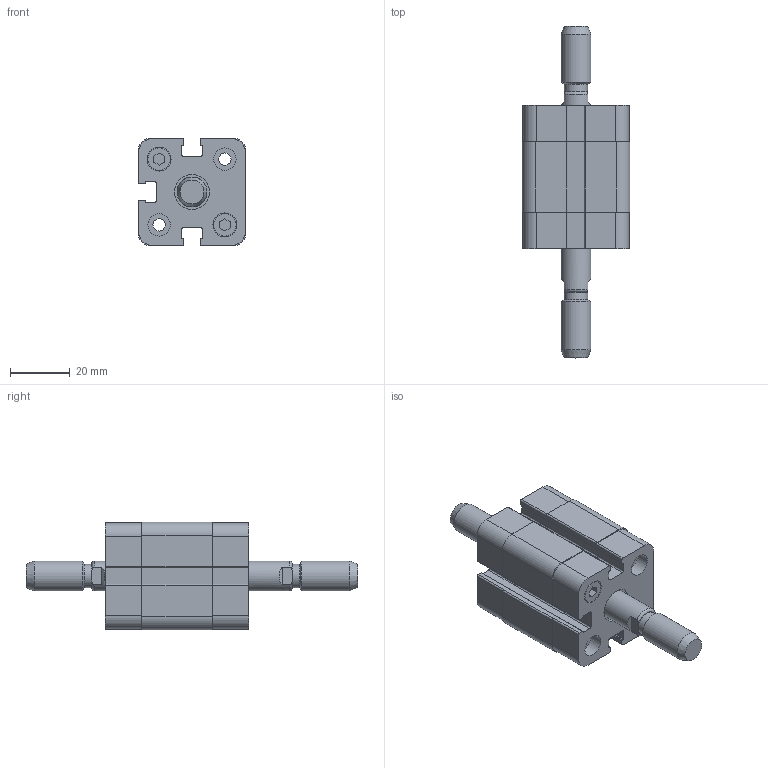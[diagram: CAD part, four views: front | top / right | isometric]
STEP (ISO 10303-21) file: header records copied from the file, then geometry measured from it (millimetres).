
FILE_DESCRIPTION((''),'2;1');
FILE_NAME('ADMP020.010.GS.M.stp','2011-08-25T10:25:27',('Administrator'),(''),'Autodesk Inventor 2012','Autodesk Inventor 2012','');
FILE_SCHEMA(('AUTOMOTIVE_DESIGN { 1 0 10303 214 1 1 1 1 }'));
Length unit declared in the file: millimetre
Products named in the file (1): ADMP020.010.GS.M
Bounding box: 36.1 x 111 x 36.1 mm (x, y, z)
Volume: 57701.3 mm3; surface area: 15367 mm2
Topology: 1 solids, 1 shells, 210 faces, 546 edges, 362 vertices
Faces by surface type: plane 118, cylinder 84, torus 4, cone 4
Full cylindrical faces by diameter (mm): 4.134 x4, 7.5 x8, 7.8 x1, 7.9 x1, 8 x4, 10 x4, 11.6 x2
Entity records: 6611 total; most frequent: CARTESIAN_POINT 1159, DIRECTION 1110, ORIENTED_EDGE 1032, EDGE_CURVE 516, AXIS2_PLACEMENT_3D 391, VERTEX_POINT 360, VECTOR 328, LINE 328
